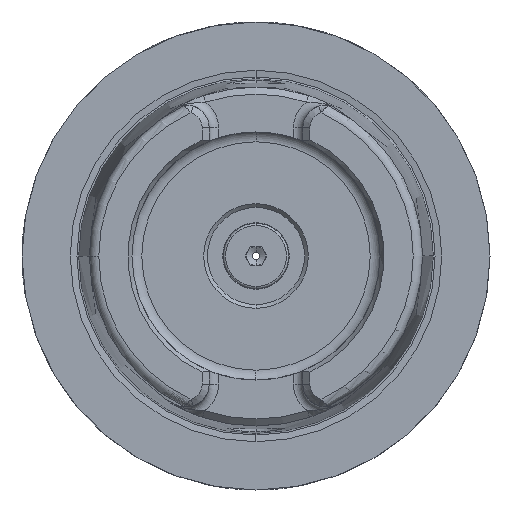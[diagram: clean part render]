
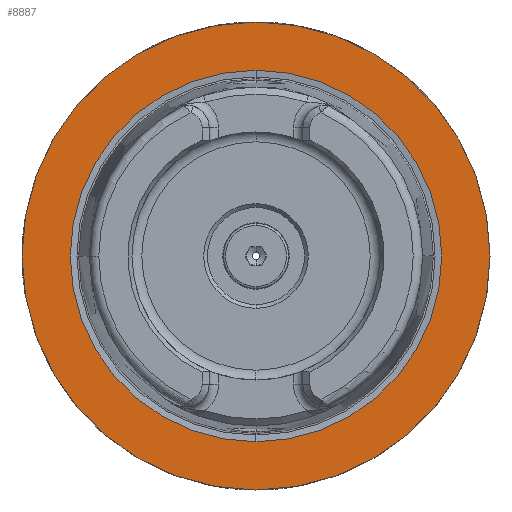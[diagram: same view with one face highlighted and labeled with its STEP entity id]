
A CAD part, left-side view. The second image highlights one B-rep face of the part: STEP entity #8887.
In plain terms, the highlighted planar face has unit normal (-1, 0, 0).
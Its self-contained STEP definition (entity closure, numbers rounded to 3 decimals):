
#1191 = EDGE_LOOP ( 'NONE', ( #21540, #8837 ) ) ;
#1821 = CIRCLE ( 'NONE', #9671, 50. ) ;
#2502 = CARTESIAN_POINT ( 'NONE',  ( 0., 0., 50. ) ) ;
#2540 = DIRECTION ( 'NONE',  ( 1., 0., 0. ) ) ;
#2963 = CIRCLE ( 'NONE', #7390, 50. ) ;
#3359 = DIRECTION ( 'NONE',  ( -1., 0., 0. ) ) ;
#4007 = DIRECTION ( 'NONE',  ( -1., 0., 0. ) ) ;
#4745 = CARTESIAN_POINT ( 'NONE',  ( 0., 0., -39.682 ) ) ;
#4986 = DIRECTION ( 'NONE',  ( -1., 0., 0. ) ) ;
#6817 = FACE_BOUND ( 'NONE', #1191, .T. ) ;
#7390 = AXIS2_PLACEMENT_3D ( 'NONE', #8793, #21628, #10621 ) ;
#7629 = VERTEX_POINT ( 'NONE', #4745 ) ;
#7685 = EDGE_CURVE ( 'NONE', #16083, #20137, #1821, .T. ) ;
#7723 = CARTESIAN_POINT ( 'NONE',  ( 0., 0., -50. ) ) ;
#8793 = CARTESIAN_POINT ( 'NONE',  ( 0., 0., 0. ) ) ;
#8837 = ORIENTED_EDGE ( 'NONE', *, *, #19025, .F. ) ;
#8887 = ADVANCED_FACE ( 'NONE', ( #16022, #6817 ), #17375, .F. ) ;
#9671 = AXIS2_PLACEMENT_3D ( 'NONE', #16894, #4007, #15069 ) ;
#10462 = ORIENTED_EDGE ( 'NONE', *, *, #7685, .T. ) ;
#10621 = DIRECTION ( 'NONE',  ( 0., 0., 1. ) ) ;
#12223 = EDGE_LOOP ( 'NONE', ( #10462, #13231 ) ) ;
#12245 = EDGE_CURVE ( 'NONE', #15899, #7629, #13705, .T. ) ;
#13231 = ORIENTED_EDGE ( 'NONE', *, *, #14797, .T. ) ;
#13570 = DIRECTION ( 'NONE',  ( 0., 0., -1. ) ) ;
#13705 = CIRCLE ( 'NONE', #15314, 39.682 ) ;
#14388 = CARTESIAN_POINT ( 'NONE',  ( 0., 0., 0. ) ) ;
#14797 = EDGE_CURVE ( 'NONE', #20137, #16083, #2963, .T. ) ;
#15069 = DIRECTION ( 'NONE',  ( 0., 0., 1. ) ) ;
#15314 = AXIS2_PLACEMENT_3D ( 'NONE', #15994, #4986, #17838 ) ;
#15431 = CARTESIAN_POINT ( 'NONE',  ( 0., 0., 0. ) ) ;
#15899 = VERTEX_POINT ( 'NONE', #22068 ) ;
#15994 = CARTESIAN_POINT ( 'NONE',  ( 0., 0., 0. ) ) ;
#16022 = FACE_OUTER_BOUND ( 'NONE', #12223, .T. ) ;
#16083 = VERTEX_POINT ( 'NONE', #2502 ) ;
#16240 = DIRECTION ( 'NONE',  ( 0., 0., 1. ) ) ;
#16894 = CARTESIAN_POINT ( 'NONE',  ( 0., 0., 0. ) ) ;
#17005 = CIRCLE ( 'NONE', #21228, 39.682 ) ;
#17375 = PLANE ( 'NONE',  #22014 ) ;
#17838 = DIRECTION ( 'NONE',  ( 0., 0., 1. ) ) ;
#19025 = EDGE_CURVE ( 'NONE', #7629, #15899, #17005, .T. ) ;
#20137 = VERTEX_POINT ( 'NONE', #7723 ) ;
#21228 = AXIS2_PLACEMENT_3D ( 'NONE', #14388, #3359, #16240 ) ;
#21540 = ORIENTED_EDGE ( 'NONE', *, *, #12245, .F. ) ;
#21628 = DIRECTION ( 'NONE',  ( -1., 0., 0. ) ) ;
#22014 = AXIS2_PLACEMENT_3D ( 'NONE', #15431, #2540, #13570 ) ;
#22068 = CARTESIAN_POINT ( 'NONE',  ( 0., 0., 39.682 ) ) ;
